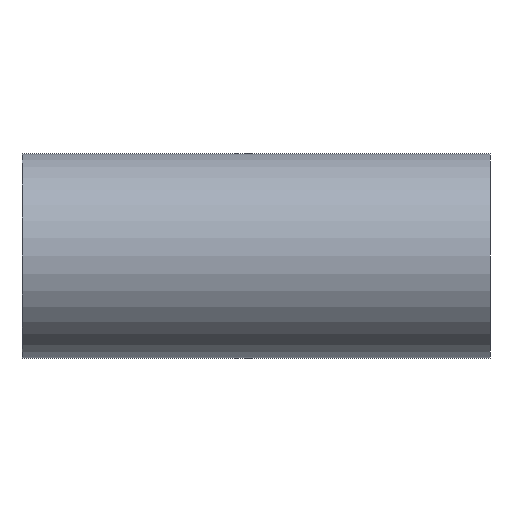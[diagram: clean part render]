
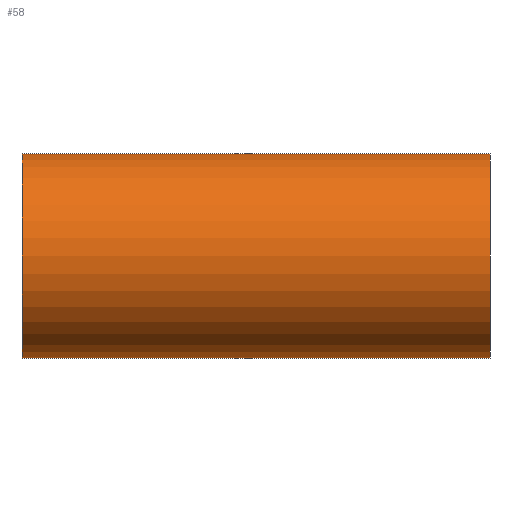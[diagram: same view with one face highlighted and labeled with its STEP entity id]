
A CAD part, left-side view. The second image highlights one B-rep face of the part: STEP entity #58.
In plain terms, the highlighted cylindrical face has radius 9.525 mm (diameter 19.05 mm), a partial arc.
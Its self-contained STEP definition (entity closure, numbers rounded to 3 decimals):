
#34 = CARTESIAN_POINT ( 'NONE',  ( 0., 0., 9.525 ) ) ;
#35 = AXIS2_PLACEMENT_3D ( 'NONE', #386, #241, #388 ) ;
#39 = VERTEX_POINT ( 'NONE', #192 ) ;
#46 = DIRECTION ( 'NONE',  ( 0., 1., 0. ) ) ;
#48 = CARTESIAN_POINT ( 'NONE',  ( 0., 43.6, 0. ) ) ;
#58 = ADVANCED_FACE ( 'NONE', ( #549 ), #404, .T. ) ;
#81 = EDGE_CURVE ( 'NONE', #426, #531, #489, .T. ) ;
#94 = DIRECTION ( 'NONE',  ( 0., 1., 0. ) ) ;
#95 = EDGE_CURVE ( 'NONE', #531, #39, #257, .T. ) ;
#102 = ORIENTED_EDGE ( 'NONE', *, *, #179, .T. ) ;
#115 = VECTOR ( 'NONE', #94, 1000. ) ;
#117 = CIRCLE ( 'NONE', #35, 9.525 ) ;
#154 = ORIENTED_EDGE ( 'NONE', *, *, #81, .F. ) ;
#172 = ORIENTED_EDGE ( 'NONE', *, *, #528, .T. ) ;
#179 = EDGE_CURVE ( 'NONE', #561, #39, #376, .T. ) ;
#184 = EDGE_LOOP ( 'NONE', ( #154, #172, #102, #547 ) ) ;
#190 = CARTESIAN_POINT ( 'NONE',  ( 0., 161.376, -9.525 ) ) ;
#192 = CARTESIAN_POINT ( 'NONE',  ( 0., 43.6, 9.525 ) ) ;
#194 = AXIS2_PLACEMENT_3D ( 'NONE', #248, #395, #254 ) ;
#199 = CARTESIAN_POINT ( 'NONE',  ( 0., 161.376, 9.525 ) ) ;
#241 = DIRECTION ( 'NONE',  ( 0., 1., 0. ) ) ;
#248 = CARTESIAN_POINT ( 'NONE',  ( 0., 161.376, 0. ) ) ;
#254 = DIRECTION ( 'NONE',  ( 0., 0., 1. ) ) ;
#257 = CIRCLE ( 'NONE', #399, 9.525 ) ;
#278 = CARTESIAN_POINT ( 'NONE',  ( 0., 43.6, -9.525 ) ) ;
#299 = DIRECTION ( 'NONE',  ( 0., 1., 0. ) ) ;
#315 = VECTOR ( 'NONE', #299, 1000. ) ;
#352 = DIRECTION ( 'NONE',  ( 0., 0., 1. ) ) ;
#376 = LINE ( 'NONE', #199, #115 ) ;
#386 = CARTESIAN_POINT ( 'NONE',  ( 0., 0., 0. ) ) ;
#388 = DIRECTION ( 'NONE',  ( 0., 0., 1. ) ) ;
#395 = DIRECTION ( 'NONE',  ( 0., 1., 0. ) ) ;
#399 = AXIS2_PLACEMENT_3D ( 'NONE', #48, #46, #352 ) ;
#404 = CYLINDRICAL_SURFACE ( 'NONE', #194, 9.525 ) ;
#426 = VERTEX_POINT ( 'NONE', #470 ) ;
#470 = CARTESIAN_POINT ( 'NONE',  ( 0., 0., -9.525 ) ) ;
#489 = LINE ( 'NONE', #190, #315 ) ;
#528 = EDGE_CURVE ( 'NONE', #426, #561, #117, .T. ) ;
#531 = VERTEX_POINT ( 'NONE', #278 ) ;
#547 = ORIENTED_EDGE ( 'NONE', *, *, #95, .F. ) ;
#549 = FACE_OUTER_BOUND ( 'NONE', #184, .T. ) ;
#561 = VERTEX_POINT ( 'NONE', #34 ) ;
